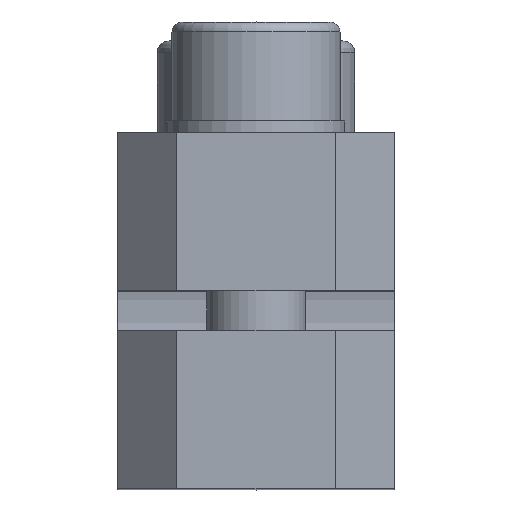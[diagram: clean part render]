
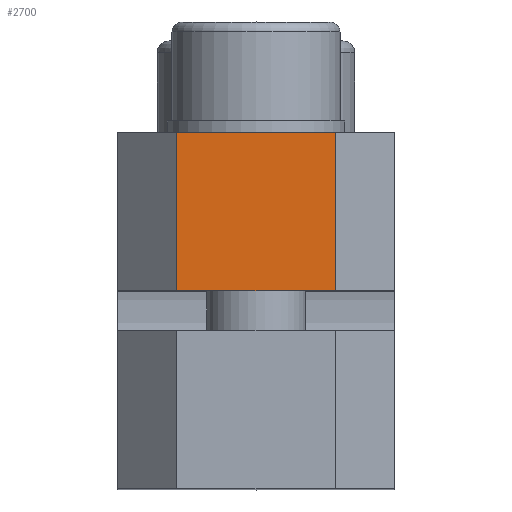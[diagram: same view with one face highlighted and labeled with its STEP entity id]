
A CAD part, top view. The second image highlights one B-rep face of the part: STEP entity #2700.
In plain terms, the highlighted face is planar.
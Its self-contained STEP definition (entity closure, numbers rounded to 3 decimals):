
#2171=CARTESIAN_POINT('',(-16.,9.,-4.0));
#2172=VERTEX_POINT('',#2171);
#2189=CARTESIAN_POINT('',(-16.0,1.,-4.));
#2190=VERTEX_POINT('',#2189);
#2197=CARTESIAN_POINT('',(-16.0,1.,-4.));
#2198=DIRECTION('',(0.0,1.0,0.0));
#2199=VECTOR('',#2198,8.);
#2200=LINE('',#2197,#2199);
#2201=EDGE_CURVE('',#2190,#2172,#2200,.T.);
#2301=CARTESIAN_POINT('',(-16.,9.,4.0));
#2302=VERTEX_POINT('',#2301);
#2303=CARTESIAN_POINT('',(-16.,9.,-4.0));
#2304=DIRECTION('',(0.0,0.0,1.0));
#2305=VECTOR('',#2304,8.0);
#2306=LINE('',#2303,#2305);
#2307=EDGE_CURVE('',#2172,#2302,#2306,.T.);
#2344=CARTESIAN_POINT('',(-16.0,1.,4.0));
#2345=VERTEX_POINT('',#2344);
#2346=CARTESIAN_POINT('',(-16.,9.,4.0));
#2347=DIRECTION('',(0.0,-1.0,0.0));
#2348=VECTOR('',#2347,8.);
#2349=LINE('',#2346,#2348);
#2350=EDGE_CURVE('',#2302,#2345,#2349,.T.);
#2640=CARTESIAN_POINT('',(-16.0,1.,-4.));
#2641=DIRECTION('',(0.0,0.0,1.0));
#2642=VECTOR('',#2641,8.0);
#2643=LINE('',#2640,#2642);
#2644=EDGE_CURVE('',#2190,#2345,#2643,.T.);
#2689=CARTESIAN_POINT('',(-16.0,0.0,0.0));
#2690=DIRECTION('',(-1.0,0.0,0.0));
#2691=DIRECTION('',(0.0,0.0,1.0));
#2692=AXIS2_PLACEMENT_3D('',#2689,#2690,#2691);
#2693=PLANE('',#2692);
#2694=ORIENTED_EDGE('',*,*,#2201,.F.);
#2695=ORIENTED_EDGE('',*,*,#2644,.T.);
#2696=ORIENTED_EDGE('',*,*,#2350,.F.);
#2697=ORIENTED_EDGE('',*,*,#2307,.F.);
#2698=EDGE_LOOP('',(#2694,#2695,#2696,#2697));
#2699=FACE_OUTER_BOUND('',#2698,.T.);
#2700=ADVANCED_FACE('',(#2699),#2693,.T.);
